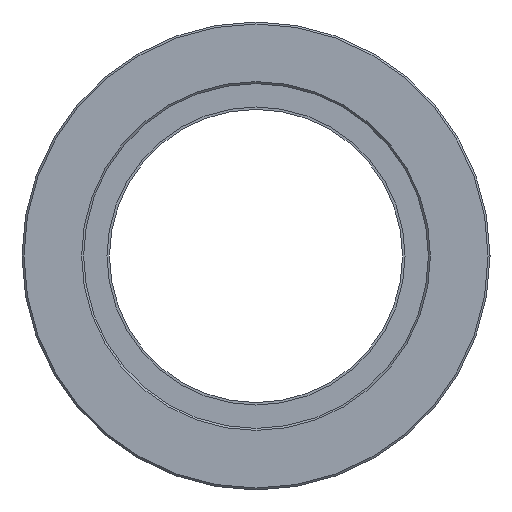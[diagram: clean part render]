
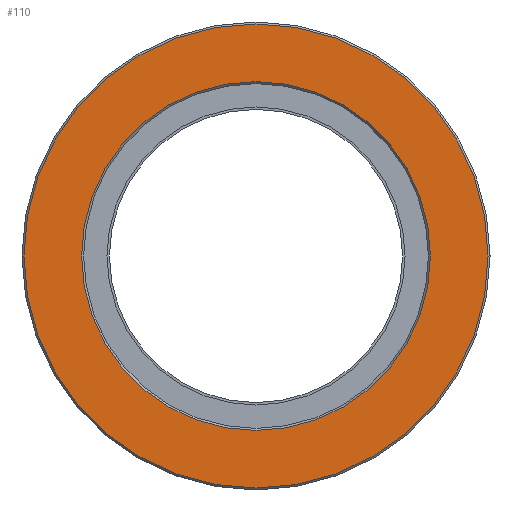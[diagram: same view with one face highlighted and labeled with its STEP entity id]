
A CAD part, left-side view. The second image highlights one B-rep face of the part: STEP entity #110.
In plain terms, the highlighted face is planar.
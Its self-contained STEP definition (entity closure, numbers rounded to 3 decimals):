
#28 = CIRCLE ( 'NONE', #543, 35.4 ) ;
#71 = CIRCLE ( 'NONE', #521, 35.4 ) ;
#74 = CIRCLE ( 'NONE', #519, 47.1 ) ;
#110 = ADVANCED_FACE ( 'NONE', ( #599, #597 ), #136, .F. ) ;
#126 = CARTESIAN_POINT ( 'NONE',  ( 0., 0., 0. ) ) ;
#127 = DIRECTION ( 'NONE',  ( 0., -1., 0. ) ) ;
#128 = DIRECTION ( 'NONE',  ( 0., 0., 1. ) ) ;
#131 = CARTESIAN_POINT ( 'NONE',  ( -35., 0., 0. ) ) ;
#136 = PLANE ( 'NONE',  #575 ) ;
#162 = DIRECTION ( 'NONE',  ( 0., 1., 0. ) ) ;
#165 = DIRECTION ( 'NONE',  ( 0., 0., 1. ) ) ;
#216 = ORIENTED_EDGE ( 'NONE', *, *, #878, .T. ) ;
#217 = ORIENTED_EDGE ( 'NONE', *, *, #853, .T. ) ;
#295 = CARTESIAN_POINT ( 'NONE',  ( 0., 0., 0. ) ) ;
#296 = DIRECTION ( 'NONE',  ( 0., 1., 0. ) ) ;
#297 = DIRECTION ( 'NONE',  ( 0., 0., 1. ) ) ;
#298 = CARTESIAN_POINT ( 'NONE',  ( 0., 0., 35.4 ) ) ;
#303 = CARTESIAN_POINT ( 'NONE',  ( 0., 0., -35.4 ) ) ;
#304 = CARTESIAN_POINT ( 'NONE',  ( 0., 0., 0. ) ) ;
#305 = DIRECTION ( 'NONE',  ( 0., -1., 0. ) ) ;
#306 = DIRECTION ( 'NONE',  ( 0., 0., 1. ) ) ;
#308 = CARTESIAN_POINT ( 'NONE',  ( 0., 0., 47.1 ) ) ;
#380 = CARTESIAN_POINT ( 'NONE',  ( 0., 0., -47.1 ) ) ;
#519 = AXIS2_PLACEMENT_3D ( 'NONE', #304, #305, #306 ) ;
#521 = AXIS2_PLACEMENT_3D ( 'NONE', #295, #296, #297 ) ;
#543 = AXIS2_PLACEMENT_3D ( 'NONE', #794, #790, #805 ) ;
#560 = AXIS2_PLACEMENT_3D ( 'NONE', #126, #127, #128 ) ;
#575 = AXIS2_PLACEMENT_3D ( 'NONE', #131, #162, #165 ) ;
#597 = FACE_OUTER_BOUND ( 'NONE', #765, .T. ) ;
#599 = FACE_BOUND ( 'NONE', #763, .T. ) ;
#621 = CIRCLE ( 'NONE', #560, 47.1 ) ;
#650 = ORIENTED_EDGE ( 'NONE', *, *, #910, .T. ) ;
#754 = ORIENTED_EDGE ( 'NONE', *, *, #913, .T. ) ;
#763 = EDGE_LOOP ( 'NONE', ( #650, #216 ) ) ;
#765 = EDGE_LOOP ( 'NONE', ( #217, #754 ) ) ;
#790 = DIRECTION ( 'NONE',  ( 0., 1., 0. ) ) ;
#794 = CARTESIAN_POINT ( 'NONE',  ( 0., 0., 0. ) ) ;
#805 = DIRECTION ( 'NONE',  ( 0., 0., 1. ) ) ;
#853 = EDGE_CURVE ( 'NONE', #980, #1022, #621, .T. ) ;
#878 = EDGE_CURVE ( 'NONE', #973, #976, #28, .T. ) ;
#910 = EDGE_CURVE ( 'NONE', #976, #973, #71, .T. ) ;
#913 = EDGE_CURVE ( 'NONE', #1022, #980, #74, .T. ) ;
#973 = VERTEX_POINT ( 'NONE', #298 ) ;
#976 = VERTEX_POINT ( 'NONE', #303 ) ;
#980 = VERTEX_POINT ( 'NONE', #308 ) ;
#1022 = VERTEX_POINT ( 'NONE', #380 ) ;
